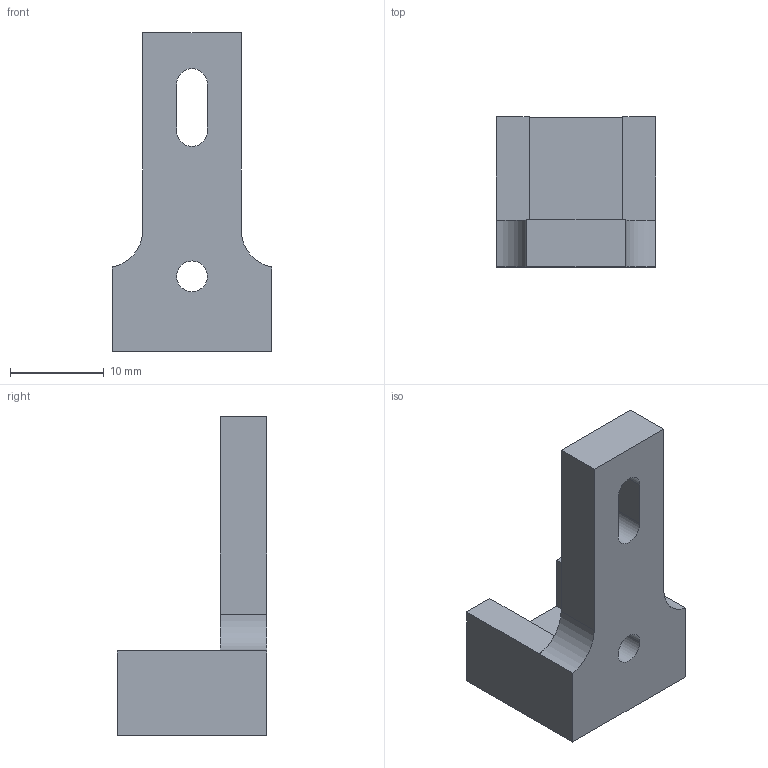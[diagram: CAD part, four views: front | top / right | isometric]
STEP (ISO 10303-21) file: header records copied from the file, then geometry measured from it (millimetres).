
FILE_DESCRIPTION((''),'2;1');
FILE_NAME('X-CARRIAGE-GLIDER-HOLDER','2013-10-07T',('CHALSPO'),('ABB Schweiz AG'),'PRO/ENGINEER BY PARAMETRIC TECHNOLOGY CORPORATION, 2011490','PRO/ENGINEER BY PARAMETRIC TECHNOLOGY CORPORATION, 2011490','');
FILE_SCHEMA(('CONFIG_CONTROL_DESIGN'));
Length unit declared in the file: millimetre
Products named in the file (1): X-CARRIAGE-GLIDER-HOLDER
Bounding box: 17 x 16 x 34 mm (x, y, z)
Volume: 2964.3 mm3; surface area: 2127.7 mm2
Topology: 1 solids, 1 shells, 22 faces, 63 edges, 48 vertices
Faces by surface type: plane 16, cylinder 6
Entity records: 758 total; most frequent: CARTESIAN_POINT 124, DIRECTION 121, ORIENTED_EDGE 116, EDGE_CURVE 58, VECTOR 51, LINE 51, VERTEX_POINT 38, AXIS2_PLACEMENT_3D 35
